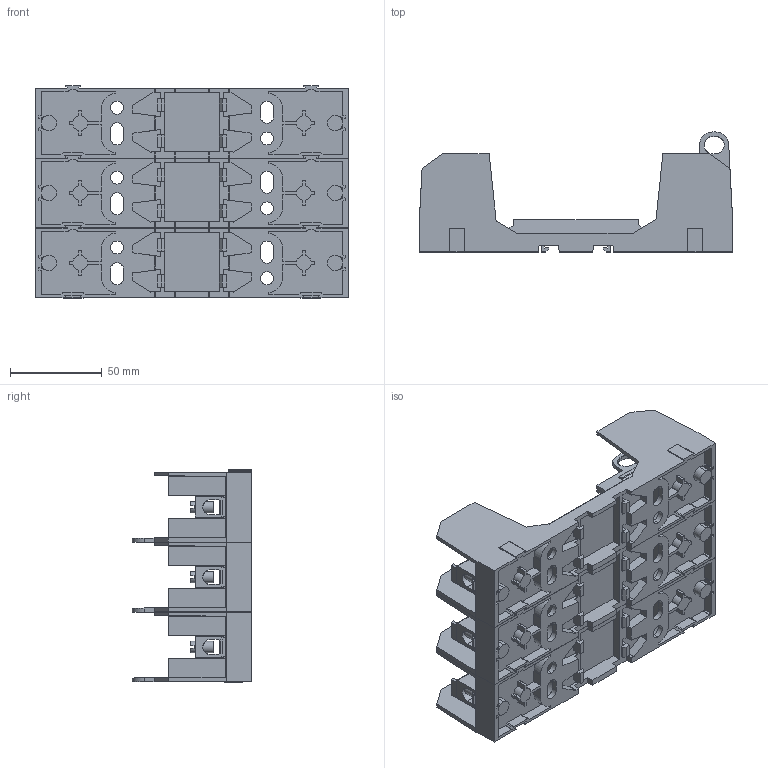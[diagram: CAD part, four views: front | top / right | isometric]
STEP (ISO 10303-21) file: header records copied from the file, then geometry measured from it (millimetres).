
FILE_DESCRIPTION (( 'STEP AP203' ), '1' );
FILE_NAME ('RM60060-3CR.STEP', '2023-05-22T17:37:46', ( '' ), ( '' ), 'SwSTEP 2.0', 'SolidWorks 2021', '' );
FILE_SCHEMA (( 'CONFIG_CONTROL_DESIGN' ));
Products named in the file (1): RM60060-3CR
Bounding box: 171.57 x 65.5 x 116.01 mm (x, y, z)
Volume: 252673.2 mm3; surface area: 149010 mm2
Topology: 21 solids, 21 shells, 2391 faces, 7035 edges, 4674 vertices
Faces by surface type: plane 1401, cylinder 657, bspline 333
Entity records: 82693 total; most frequent: CARTESIAN_POINT 21076, ORIENTED_EDGE 14070, DIRECTION 11525, EDGE_CURVE 7035, LINE 4839, VECTOR 4839, VERTEX_POINT 4674, AXIS2_PLACEMENT_3D 3343
